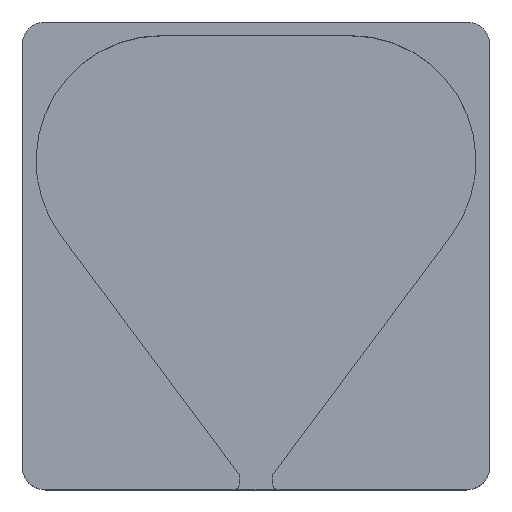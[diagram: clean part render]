
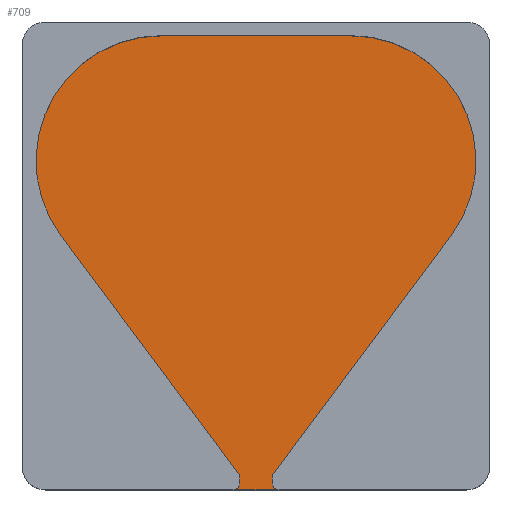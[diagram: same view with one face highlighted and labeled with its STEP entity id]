
A CAD part, top view. The second image highlights one B-rep face of the part: STEP entity #709.
In plain terms, the highlighted planar face has unit normal (0, 0, 1).
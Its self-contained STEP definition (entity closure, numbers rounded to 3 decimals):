
#224 = VERTEX_POINT('',#225);
#225 = CARTESIAN_POINT('',(5.,-50.5,0.6));
#231 = EDGE_CURVE('',#232,#224,#234,.T.);
#232 = VERTEX_POINT('',#233);
#233 = CARTESIAN_POINT('',(3.5,-50.5,0.6));
#234 = LINE('',#235,#236);
#235 = CARTESIAN_POINT('',(25.25,-50.5,0.6));
#236 = VECTOR('',#237,1.);
#237 = DIRECTION('',(1.,0.,0.));
#239 = EDGE_CURVE('',#232,#240,#242,.T.);
#240 = VERTEX_POINT('',#241);
#241 = CARTESIAN_POINT('',(-3.5,-50.5,0.6));
#242 = LINE('',#243,#244);
#243 = CARTESIAN_POINT('',(25.25,-50.5,0.6));
#244 = VECTOR('',#245,1.);
#245 = DIRECTION('',(-1.,0.,0.));
#247 = EDGE_CURVE('',#240,#248,#250,.T.);
#248 = VERTEX_POINT('',#249);
#249 = CARTESIAN_POINT('',(-5.,-50.5,0.6));
#250 = LINE('',#251,#252);
#251 = CARTESIAN_POINT('',(25.25,-50.5,0.6));
#252 = VECTOR('',#253,1.);
#253 = DIRECTION('',(-1.,0.,0.));
#296 = VERTEX_POINT('',#297);
#297 = CARTESIAN_POINT('',(3.5,-49.,0.6));
#303 = EDGE_CURVE('',#224,#296,#304,.T.);
#304 = CIRCLE('',#305,1.5);
#305 = AXIS2_PLACEMENT_3D('',#306,#307,#308);
#306 = CARTESIAN_POINT('',(5.,-49.,0.6));
#307 = DIRECTION('',(0.,0.,-1.));
#308 = DIRECTION('',(0.,1.,0.));
#345 = VERTEX_POINT('',#346);
#346 = CARTESIAN_POINT('',(3.5,-47.933,0.6));
#352 = EDGE_CURVE('',#345,#296,#353,.T.);
#353 = LINE('',#354,#355);
#354 = CARTESIAN_POINT('',(3.5,-47.436,0.6));
#355 = VECTOR('',#356,1.);
#356 = DIRECTION('',(0.,-1.,0.));
#394 = VERTEX_POINT('',#395);
#395 = CARTESIAN_POINT('',(3.797,-47.037,0.6));
#401 = EDGE_CURVE('',#345,#394,#402,.T.);
#402 = CIRCLE('',#403,1.5);
#403 = AXIS2_PLACEMENT_3D('',#404,#405,#406);
#404 = CARTESIAN_POINT('',(5.,-47.933,0.6));
#405 = DIRECTION('',(0.,0.,-1.));
#406 = DIRECTION('',(0.,1.,0.));
#443 = EDGE_CURVE('',#394,#444,#446,.T.);
#444 = VERTEX_POINT('',#445);
#445 = CARTESIAN_POINT('',(42.15,4.431,0.6));
#446 = LINE('',#447,#448);
#447 = CARTESIAN_POINT('',(3.5,-47.436,0.6));
#448 = VECTOR('',#449,1.);
#449 = DIRECTION('',(0.598,0.802,0.));
#491 = EDGE_CURVE('',#444,#492,#494,.T.);
#492 = VERTEX_POINT('',#493);
#493 = CARTESIAN_POINT('',(20.5,47.564,0.6));
#494 = CIRCLE('',#495,27.);
#495 = AXIS2_PLACEMENT_3D('',#496,#497,#498);
#496 = CARTESIAN_POINT('',(20.5,20.564,0.6));
#497 = DIRECTION('',(0.,0.,1.));
#498 = DIRECTION('',(1.,0.,0.));
#540 = VERTEX_POINT('',#541);
#541 = CARTESIAN_POINT('',(-20.5,47.564,0.6));
#547 = EDGE_CURVE('',#540,#492,#548,.T.);
#548 = LINE('',#549,#550);
#549 = CARTESIAN_POINT('',(-20.5,47.564,0.6));
#550 = VECTOR('',#551,1.);
#551 = DIRECTION('',(1.,0.,0.));
#582 = EDGE_CURVE('',#540,#583,#585,.T.);
#583 = VERTEX_POINT('',#584);
#584 = CARTESIAN_POINT('',(-42.15,4.431,0.6));
#585 = CIRCLE('',#586,27.);
#586 = AXIS2_PLACEMENT_3D('',#587,#588,#589);
#587 = CARTESIAN_POINT('',(-20.5,20.564,0.6));
#588 = DIRECTION('',(0.,0.,1.));
#589 = DIRECTION('',(1.,0.,0.));
#608 = EDGE_CURVE('',#583,#609,#611,.T.);
#609 = VERTEX_POINT('',#610);
#610 = CARTESIAN_POINT('',(-3.797,-47.037,0.6));
#611 = LINE('',#612,#613);
#612 = CARTESIAN_POINT('',(-42.15,4.431,0.6));
#613 = VECTOR('',#614,1.);
#614 = DIRECTION('',(0.598,-0.802,0.));
#632 = VERTEX_POINT('',#633);
#633 = CARTESIAN_POINT('',(-3.5,-49.,0.6));
#639 = EDGE_CURVE('',#248,#632,#640,.T.);
#640 = CIRCLE('',#641,1.5);
#641 = AXIS2_PLACEMENT_3D('',#642,#643,#644);
#642 = CARTESIAN_POINT('',(-5.,-49.,0.6));
#643 = DIRECTION('',(0.,-0.,1.));
#644 = DIRECTION('',(0.,1.,0.));
#657 = VERTEX_POINT('',#658);
#658 = CARTESIAN_POINT('',(-3.5,-47.933,0.6));
#664 = EDGE_CURVE('',#609,#657,#665,.T.);
#665 = CIRCLE('',#666,1.5);
#666 = AXIS2_PLACEMENT_3D('',#667,#668,#669);
#667 = CARTESIAN_POINT('',(-5.,-47.933,0.6));
#668 = DIRECTION('',(0.,0.,-1.));
#669 = DIRECTION('',(0.,1.,0.));
#682 = EDGE_CURVE('',#657,#632,#683,.T.);
#683 = LINE('',#684,#685);
#684 = CARTESIAN_POINT('',(-3.5,-47.436,0.6));
#685 = VECTOR('',#686,1.);
#686 = DIRECTION('',(0.,-1.,0.));
#709 = ADVANCED_FACE('',(#710),#726,.T.);
#710 = FACE_BOUND('',#711,.T.);
#711 = EDGE_LOOP('',(#712,#713,#714,#715,#716,#717,#718,#719,#720,#721,
    #722,#723,#724,#725));
#712 = ORIENTED_EDGE('',*,*,#352,.F.);
#713 = ORIENTED_EDGE('',*,*,#401,.T.);
#714 = ORIENTED_EDGE('',*,*,#443,.T.);
#715 = ORIENTED_EDGE('',*,*,#491,.T.);
#716 = ORIENTED_EDGE('',*,*,#547,.F.);
#717 = ORIENTED_EDGE('',*,*,#582,.T.);
#718 = ORIENTED_EDGE('',*,*,#608,.T.);
#719 = ORIENTED_EDGE('',*,*,#664,.T.);
#720 = ORIENTED_EDGE('',*,*,#682,.T.);
#721 = ORIENTED_EDGE('',*,*,#639,.F.);
#722 = ORIENTED_EDGE('',*,*,#247,.F.);
#723 = ORIENTED_EDGE('',*,*,#239,.F.);
#724 = ORIENTED_EDGE('',*,*,#231,.T.);
#725 = ORIENTED_EDGE('',*,*,#303,.T.);
#726 = PLANE('',#727);
#727 = AXIS2_PLACEMENT_3D('',#728,#729,#730);
#728 = CARTESIAN_POINT('',(0.,3.848,0.6));
#729 = DIRECTION('',(0.,0.,1.));
#730 = DIRECTION('',(1.,0.,0.));
